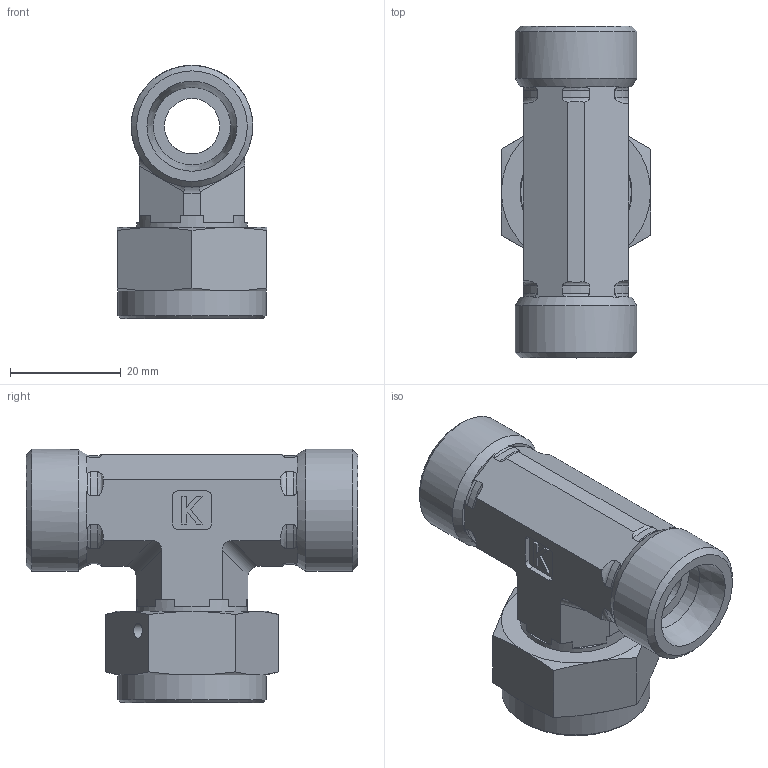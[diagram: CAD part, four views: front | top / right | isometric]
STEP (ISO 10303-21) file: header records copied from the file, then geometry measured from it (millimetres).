
FILE_DESCRIPTION((''),'2;1');
FILE_NAME('3766142214.stp','2014-09-10T15:42:44',(''),('KNOMI spol. s r. o.'),'Autodesk Inventor 2012','Autodesk Inventor 2012','');
FILE_SCHEMA(('AUTOMOTIVE_DESIGN { 1 2 10303 214 0 1 1 1 }'));
Length unit declared in the file: millimetre
Products named in the file (5): TSSO3 14S  M22/M22 v.z; 3776 1422; 395 1522; 9902522; 60710020
Assembly tree (4 placements, depth 2):
  TSSO3 14S  M22/M22 v.z
    3776 1422
    395 1522
    9902522
    60710020
Bounding box: 27 x 60 x 45.8 mm (x, y, z)
Volume: 23326.3 mm3; surface area: 12765.8 mm2
Topology: 4 solids, 4 shells, 182 faces, 478 edges, 311 vertices
Faces by surface type: plane 87, cylinder 35, torus 32, cone 27, bspline 1
Full cylindrical faces by diameter (mm): 2.5 x1, 2.7 x1, 8 x1, 10 x1, 14 x2, 20 x2, 20.25 x1, 20.376 x1, 22 x2, 26.8 x1
Entity records: 6075 total; most frequent: CARTESIAN_POINT 1596, ORIENTED_EDGE 856, DIRECTION 850, EDGE_CURVE 428, AXIS2_PLACEMENT_3D 338, VERTEX_POINT 296, EDGE_LOOP 232, STYLED_ITEM 185
